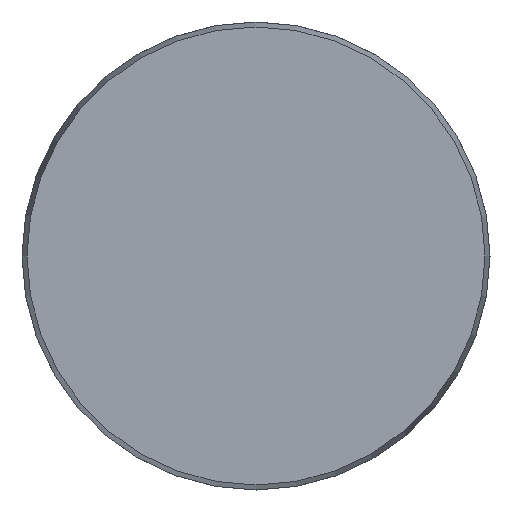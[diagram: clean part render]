
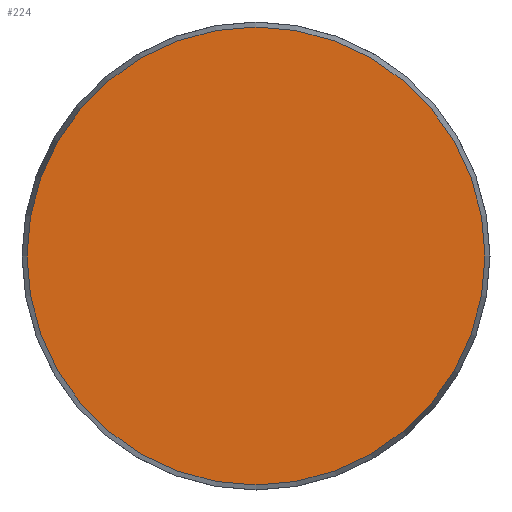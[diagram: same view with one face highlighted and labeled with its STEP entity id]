
A CAD part, front view. The second image highlights one B-rep face of the part: STEP entity #224.
In plain terms, the highlighted planar face has unit normal (0, -1, 0).
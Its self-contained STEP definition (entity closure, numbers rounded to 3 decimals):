
#80 = AXIS2_PLACEMENT_3D ( 'NONE', #466, #776, #98 ) ;
#98 = DIRECTION ( 'NONE',  ( 0., 0., 1. ) ) ;
#224 = ADVANCED_FACE ( 'NONE', ( #522 ), #393, .F. ) ;
#393 = PLANE ( 'NONE',  #80 ) ;
#466 = CARTESIAN_POINT ( 'NONE',  ( -39.143, 0., 0. ) ) ;
#483 = ORIENTED_EDGE ( 'NONE', *, *, #641, .T. ) ;
#497 = CARTESIAN_POINT ( 'NONE',  ( 0., 0., -39.143 ) ) ;
#522 = FACE_OUTER_BOUND ( 'NONE', #777, .T. ) ;
#527 = CIRCLE ( 'NONE', #739, 39.143 ) ;
#618 = DIRECTION ( 'NONE',  ( 0., 0., -1. ) ) ;
#641 = EDGE_CURVE ( 'NONE', #738, #738, #527, .T. ) ;
#681 = DIRECTION ( 'NONE',  ( 0., -1., 0. ) ) ;
#738 = VERTEX_POINT ( 'NONE', #497 ) ;
#739 = AXIS2_PLACEMENT_3D ( 'NONE', #745, #681, #618 ) ;
#745 = CARTESIAN_POINT ( 'NONE',  ( 0., 0., 0. ) ) ;
#776 = DIRECTION ( 'NONE',  ( 0., 1., 0. ) ) ;
#777 = EDGE_LOOP ( 'NONE', ( #483 ) ) ;
